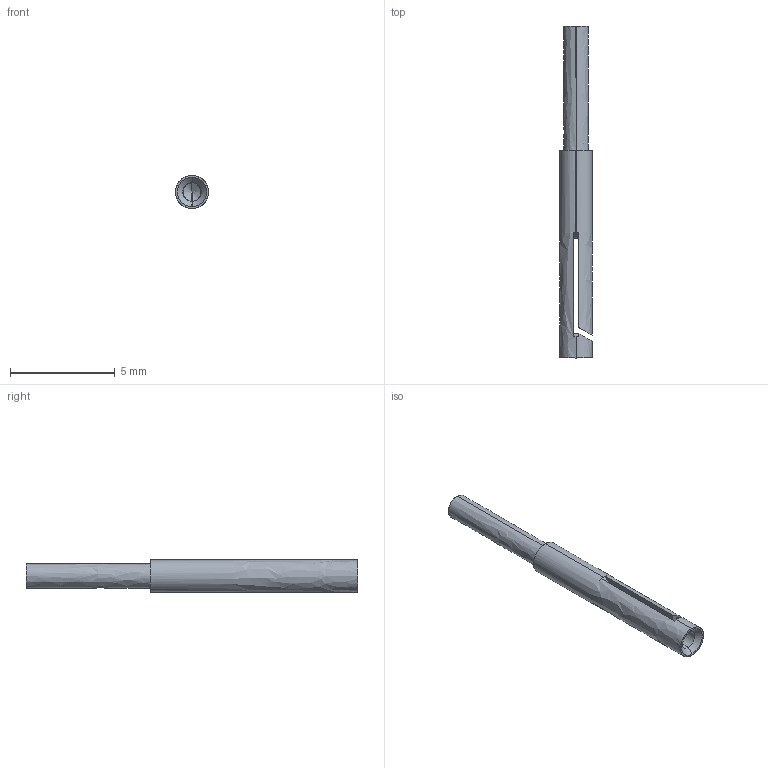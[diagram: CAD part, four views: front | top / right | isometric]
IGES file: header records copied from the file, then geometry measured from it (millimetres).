
Start section: SolidWorks IGES file using analytic representation for surfaces
Global section: file name: 11288-02-.IGS; native system: SolidWorks 2014; preprocessor: SolidWorks 2014; author: lee sanders; date: 160127.100733; units: inch
Bounding box: 1.57 x 15.88 x 1.57 mm (x, y, z)
Surface area: 106.2 mm2 (no closed solid volume)
Topology: 0 solids, 0 shells, 33 faces, 380 edges, 376 vertices
Faces by surface type: revolution 22, bspline 11
